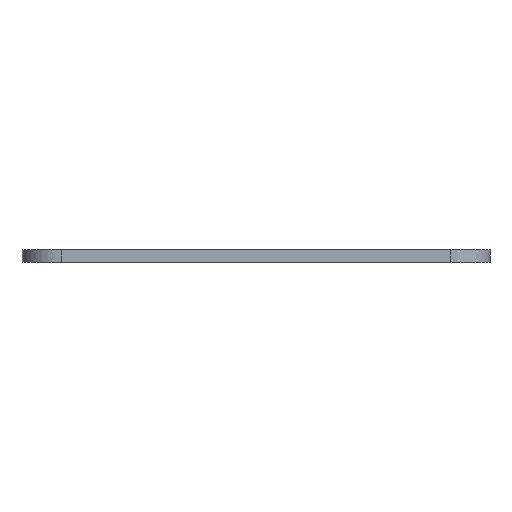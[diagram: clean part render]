
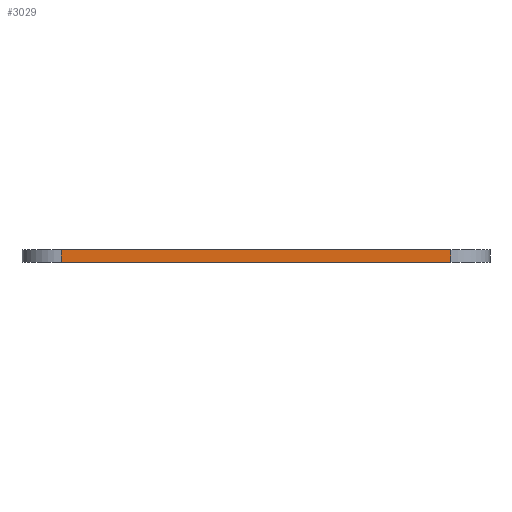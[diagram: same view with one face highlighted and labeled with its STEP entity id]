
A CAD part, front view. The second image highlights one B-rep face of the part: STEP entity #3029.
In plain terms, the highlighted planar face has unit normal (0, -1, 0).
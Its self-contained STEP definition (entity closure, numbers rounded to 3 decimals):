
#63 = ORIENTED_EDGE ( 'NONE', *, *, #3914, .T. ) ;
#210 = VECTOR ( 'NONE', #3501, 1000. ) ;
#259 = AXIS2_PLACEMENT_3D ( 'NONE', #904, #3360, #1521 ) ;
#260 = CARTESIAN_POINT ( 'NONE',  ( -60., -70., 0. ) ) ;
#340 = LINE ( 'NONE', #1922, #2065 ) ;
#377 = LINE ( 'NONE', #260, #659 ) ;
#471 = DIRECTION ( 'NONE',  ( 1., 0., 0. ) ) ;
#608 = PLANE ( 'NONE',  #259 ) ;
#617 = CARTESIAN_POINT ( 'NONE',  ( -50., -70., 0. ) ) ;
#659 = VECTOR ( 'NONE', #2088, 1000. ) ;
#893 = VERTEX_POINT ( 'NONE', #2155 ) ;
#904 = CARTESIAN_POINT ( 'NONE',  ( -60., -70., -3.2 ) ) ;
#1249 = VERTEX_POINT ( 'NONE', #617 ) ;
#1293 = FACE_OUTER_BOUND ( 'NONE', #2941, .T. ) ;
#1521 = DIRECTION ( 'NONE',  ( 0., 0., -1. ) ) ;
#1808 = ORIENTED_EDGE ( 'NONE', *, *, #2143, .T. ) ;
#1835 = LINE ( 'NONE', #3785, #210 ) ;
#1876 = EDGE_CURVE ( 'NONE', #2326, #2313, #3693, .T. ) ;
#1922 = CARTESIAN_POINT ( 'NONE',  ( -50., -70., -3.2 ) ) ;
#2065 = VECTOR ( 'NONE', #3745, 1000. ) ;
#2088 = DIRECTION ( 'NONE',  ( 1., 0., 0. ) ) ;
#2143 = EDGE_CURVE ( 'NONE', #1249, #2326, #340, .T. ) ;
#2155 = CARTESIAN_POINT ( 'NONE',  ( 50., -70., 0. ) ) ;
#2303 = CARTESIAN_POINT ( 'NONE',  ( -60., -70., -3.2 ) ) ;
#2313 = VERTEX_POINT ( 'NONE', #3525 ) ;
#2326 = VERTEX_POINT ( 'NONE', #3223 ) ;
#2438 = EDGE_CURVE ( 'NONE', #1249, #893, #377, .T. ) ;
#2941 = EDGE_LOOP ( 'NONE', ( #3274, #1808, #2995, #63 ) ) ;
#2976 = VECTOR ( 'NONE', #471, 1000. ) ;
#2995 = ORIENTED_EDGE ( 'NONE', *, *, #1876, .T. ) ;
#3029 = ADVANCED_FACE ( 'NONE', ( #1293 ), #608, .T. ) ;
#3223 = CARTESIAN_POINT ( 'NONE',  ( -50., -70., -3.2 ) ) ;
#3274 = ORIENTED_EDGE ( 'NONE', *, *, #2438, .F. ) ;
#3360 = DIRECTION ( 'NONE',  ( 0., -1., 0. ) ) ;
#3501 = DIRECTION ( 'NONE',  ( 0., 0., 1. ) ) ;
#3525 = CARTESIAN_POINT ( 'NONE',  ( 50., -70., -3.2 ) ) ;
#3693 = LINE ( 'NONE', #2303, #2976 ) ;
#3745 = DIRECTION ( 'NONE',  ( 0., 0., -1. ) ) ;
#3785 = CARTESIAN_POINT ( 'NONE',  ( 50., -70., -3.2 ) ) ;
#3914 = EDGE_CURVE ( 'NONE', #2313, #893, #1835, .T. ) ;
